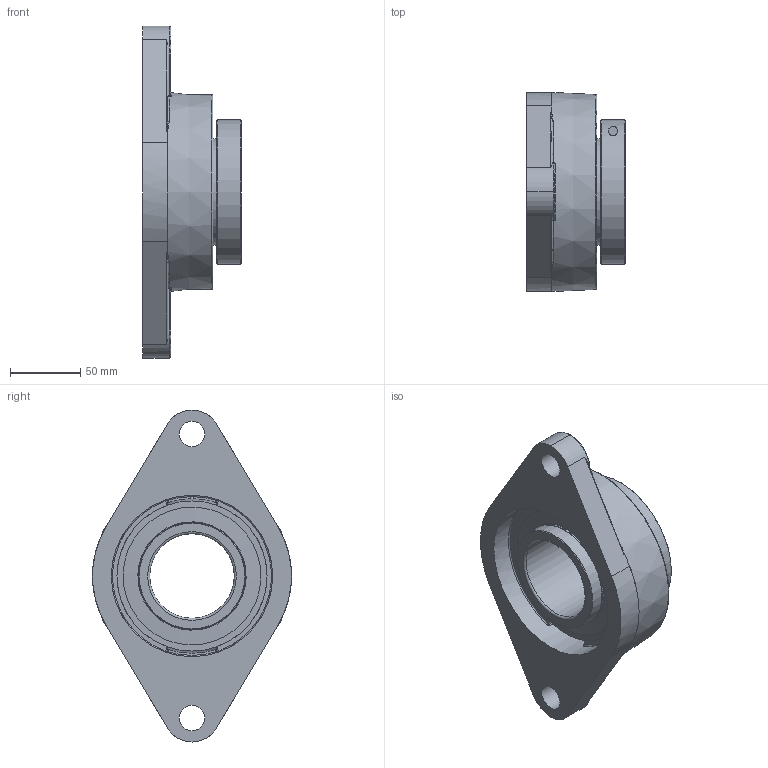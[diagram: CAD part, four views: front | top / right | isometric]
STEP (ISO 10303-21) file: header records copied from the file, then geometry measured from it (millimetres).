
FILE_DESCRIPTION(('HOOPS Exchange Step'),'2;1');
FILE_NAME('export-EA9DF929-4A7E-4BCB-A559-9071C940E4AD.stp','2020-05-28T12:32:39-07:00',('dkerr'),('Alibre'),'HOOPS Exchange 2020.0','Alibre','Unknown authorisation');
FILE_SCHEMA( ('AP242_MANAGED_MODEL_BASED_3D_ENGINEERING_MIM_LF {1 0 10303 442 1 1 4 }') );
Length unit declared in the file: inch
Products named in the file (8): MRN SFTM L4L 212; MRN SUE 212 L4L (60mm) (Race); MRN SUE 212 L4L (Ball); MRN SUE 212 L4L (Shield); MRN SUE 212 L4L (Lock Ring); MRN SUE 212 L4L (Bolt); MRN SUE 212 L4L (60mm); MRN SUESFTM 212 L4L (60mm)
Assembly tree (8 placements, depth 3):
  MRN SUESFTM 212 L4L (60mm)
    MRN SFTM L4L 212
    MRN SUE 212 L4L (60mm)
      MRN SUE 212 L4L (60mm) (Race)
      MRN SUE 212 L4L (Ball)
      MRN SUE 212 L4L (Shield)  x2
      MRN SUE 212 L4L (Lock Ring)
      MRN SUE 212 L4L (Bolt)
Bounding box: 70.2 x 141.5 x 236 mm (x, y, z)
Volume: 623155.7 mm3; surface area: 162995.2 mm2
Topology: 17 solids, 17 shells, 239 faces, 658 edges, 432 vertices
Faces by surface type: plane 79, cylinder 63, torus 33, cone 31, sphere 17, bspline 16
Full cylindrical faces by diameter (mm): 6.647 x2, 8.4 x1, 13 x1, 18 x2, 60 x1, 76 x4, 77.016 x2, 96 x2, 98 x2, 112.635 x1, 114.635 x1, 120.1 x1
Entity records: 16085 total; most frequent: CARTESIAN_POINT 10081, DIRECTION 1231, ORIENTED_EDGE 1224, EDGE_CURVE 612, AXIS2_PLACEMENT_3D 513, VERTEX_POINT 418, CIRCLE 273, EDGE_LOOP 254
